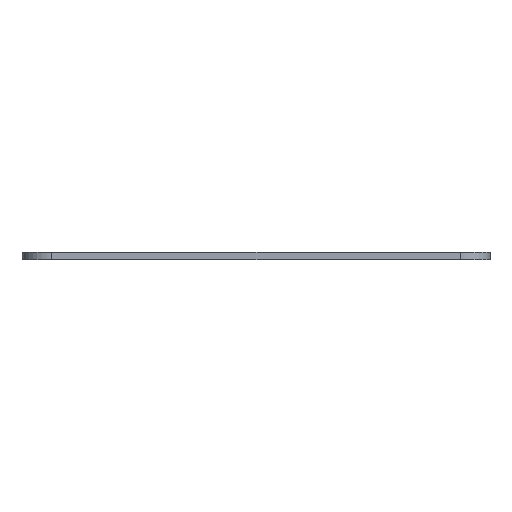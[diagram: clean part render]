
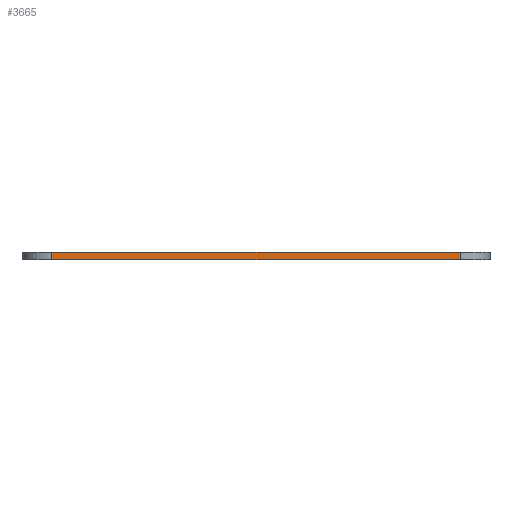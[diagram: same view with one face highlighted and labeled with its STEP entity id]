
A CAD part, left-side view. The second image highlights one B-rep face of the part: STEP entity #3665.
In plain terms, the highlighted planar face has unit normal (-1, 0, 0).
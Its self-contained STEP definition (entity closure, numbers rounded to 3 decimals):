
#146 = VERTEX_POINT('',#147);
#147 = CARTESIAN_POINT('',(107.,-60.,0.));
#154 = EDGE_CURVE('',#155,#146,#157,.T.);
#155 = VERTEX_POINT('',#156);
#156 = CARTESIAN_POINT('',(107.,-142.,0.));
#157 = LINE('',#158,#159);
#158 = CARTESIAN_POINT('',(107.,-142.,0.));
#159 = VECTOR('',#160,1.);
#160 = DIRECTION('',(0.,1.,0.));
#1892 = VERTEX_POINT('',#1893);
#1893 = CARTESIAN_POINT('',(107.,-60.,1.51));
#1900 = EDGE_CURVE('',#1901,#1892,#1903,.T.);
#1901 = VERTEX_POINT('',#1902);
#1902 = CARTESIAN_POINT('',(107.,-142.,1.51));
#1903 = LINE('',#1904,#1905);
#1904 = CARTESIAN_POINT('',(107.,-142.,1.51));
#1905 = VECTOR('',#1906,1.);
#1906 = DIRECTION('',(0.,1.,0.));
#3635 = EDGE_CURVE('',#146,#1892,#3636,.T.);
#3636 = LINE('',#3637,#3638);
#3637 = CARTESIAN_POINT('',(107.,-60.,0.));
#3638 = VECTOR('',#3639,1.);
#3639 = DIRECTION('',(0.,0.,1.));
#3665 = ADVANCED_FACE('',(#3666),#3677,.T.);
#3666 = FACE_BOUND('',#3667,.T.);
#3667 = EDGE_LOOP('',(#3668,#3674,#3675,#3676));
#3668 = ORIENTED_EDGE('',*,*,#3669,.T.);
#3669 = EDGE_CURVE('',#155,#1901,#3670,.T.);
#3670 = LINE('',#3671,#3672);
#3671 = CARTESIAN_POINT('',(107.,-142.,0.));
#3672 = VECTOR('',#3673,1.);
#3673 = DIRECTION('',(0.,0.,1.));
#3674 = ORIENTED_EDGE('',*,*,#1900,.T.);
#3675 = ORIENTED_EDGE('',*,*,#3635,.F.);
#3676 = ORIENTED_EDGE('',*,*,#154,.F.);
#3677 = PLANE('',#3678);
#3678 = AXIS2_PLACEMENT_3D('',#3679,#3680,#3681);
#3679 = CARTESIAN_POINT('',(107.,-142.,0.));
#3680 = DIRECTION('',(-1.,0.,0.));
#3681 = DIRECTION('',(0.,1.,0.));
